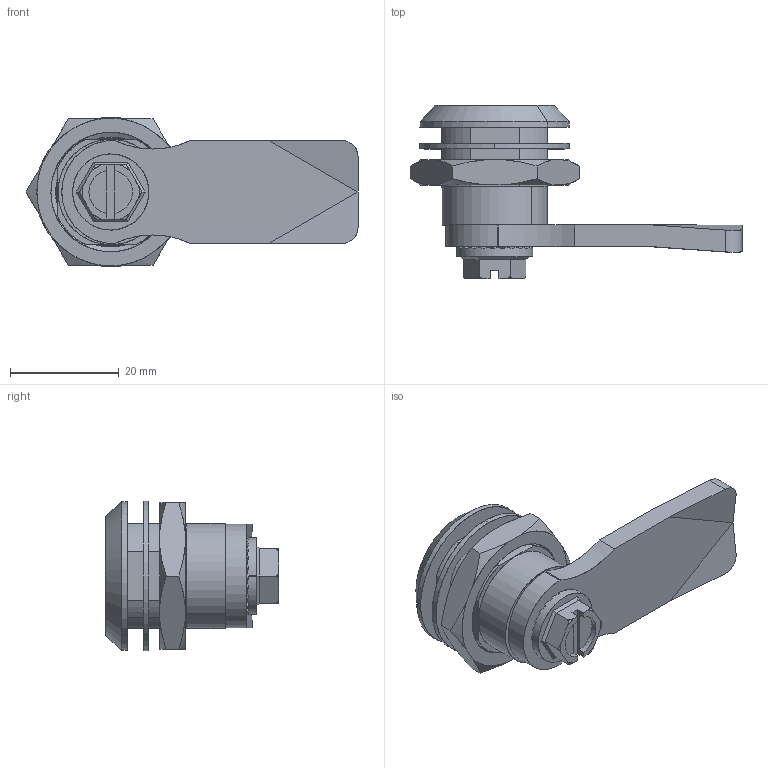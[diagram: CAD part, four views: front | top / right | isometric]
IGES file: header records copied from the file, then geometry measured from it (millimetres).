
Start section: SolidWorks IGES file using analytic representation for surfaces
Global section: file name: DMCL-SQ-MR.IGS; native system: SolidWorks 2014; preprocessor: SolidWorks 2014; author: solidworks; date: 141128.163033; units: millimetre
Bounding box: 61.09 x 31.85 x 27.5 mm (x, y, z)
Surface area: 7891.7 mm2 (no closed solid volume)
Topology: 0 solids, 0 shells, 116 faces, 1733 edges, 1733 vertices
Faces by surface type: bspline 72, revolution 44
